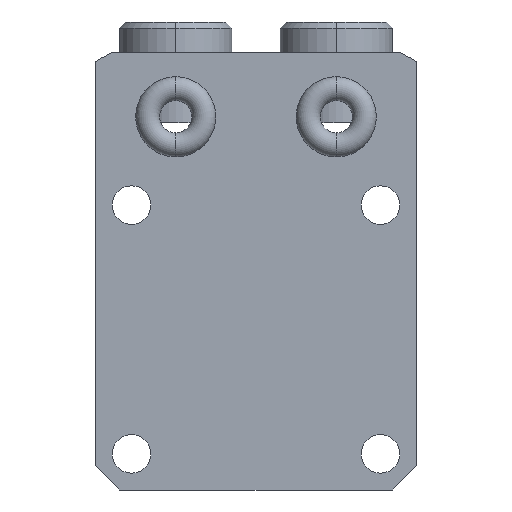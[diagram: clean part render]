
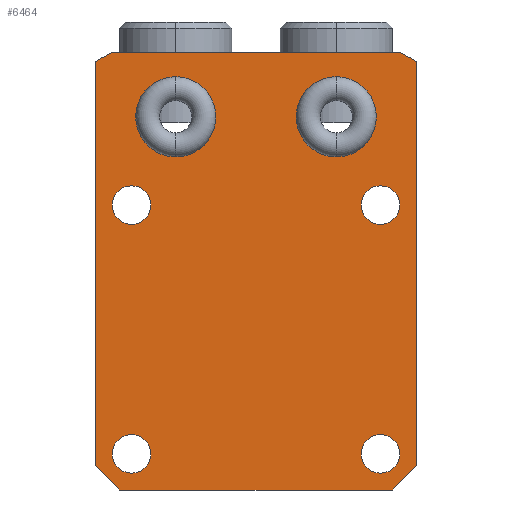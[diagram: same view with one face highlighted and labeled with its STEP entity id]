
A CAD part, front view. The second image highlights one B-rep face of the part: STEP entity #6464.
In plain terms, the highlighted planar face has unit normal (0, -1, 0).
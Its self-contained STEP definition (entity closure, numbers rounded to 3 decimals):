
#1759=CARTESIAN_POINT('',(0.,-26.,0.));
#1760=DIRECTION('',(0.,-1.,0.));
#1761=DIRECTION('',(0.514,0.,0.858));
#1762=AXIS2_PLACEMENT_3D('',#1759,#1760,#1761);
#1790=CARTESIAN_POINT('',(0.,-26.,0.));
#1791=DIRECTION('',(0.,-1.,0.));
#1792=DIRECTION('',(-0.462,0.,0.887));
#1793=AXIS2_PLACEMENT_3D('',#1790,#1791,#1792);
#2685=DIRECTION('',(0.707,0.,0.707));
#2686=VECTOR('',#2685,4.243);
#2687=CARTESIAN_POINT('',(17.,-26.,-20.));
#2688=LINE('',#2687,#2686);
#2692=DIRECTION('',(1.,0.,0.));
#2693=VECTOR('',#2692,34.);
#2694=CARTESIAN_POINT('',(-17.,-26.,-20.));
#2695=LINE('',#2694,#2693);
#2699=DIRECTION('',(0.707,0.,-0.707));
#2700=VECTOR('',#2699,4.243);
#2701=CARTESIAN_POINT('',(-20.,-26.,-17.));
#2702=LINE('',#2701,#2700);
#2706=DIRECTION('',(0.,0.,-1.));
#2707=VECTOR('',#2706,50.359);
#2708=CARTESIAN_POINT('',(-20.,-26.,33.359));
#2709=LINE('',#2708,#2707);
#2713=DIRECTION('',(-1.,0.,0.));
#2714=VECTOR('',#2713,35.921);
#2715=CARTESIAN_POINT('',(17.96,-26.,34.5));
#2716=LINE('',#2715,#2714);
#2720=DIRECTION('',(0.,0.,1.));
#2721=VECTOR('',#2720,50.359);
#2722=CARTESIAN_POINT('',(20.,-26.,-17.));
#2723=LINE('',#2722,#2721);
#2727=CARTESIAN_POINT('',(15.5,-26.,-15.5));
#2728=DIRECTION('',(0.,1.,0.));
#2729=DIRECTION('',(1.,0.,0.));
#2730=AXIS2_PLACEMENT_3D('',#2727,#2728,#2729);
#2735=CARTESIAN_POINT('',(15.5,-26.,-15.5));
#2736=DIRECTION('',(0.,1.,0.));
#2737=DIRECTION('',(-1.,0.,0.));
#2738=AXIS2_PLACEMENT_3D('',#2735,#2736,#2737);
#2743=CARTESIAN_POINT('',(-15.5,-26.,-15.5));
#2744=DIRECTION('',(0.,1.,0.));
#2745=DIRECTION('',(1.,0.,0.));
#2746=AXIS2_PLACEMENT_3D('',#2743,#2744,#2745);
#2751=CARTESIAN_POINT('',(-15.5,-26.,-15.5));
#2752=DIRECTION('',(0.,1.,0.));
#2753=DIRECTION('',(-1.,0.,0.));
#2754=AXIS2_PLACEMENT_3D('',#2751,#2752,#2753);
#2759=CARTESIAN_POINT('',(-15.5,-26.,15.5));
#2760=DIRECTION('',(0.,1.,0.));
#2761=DIRECTION('',(1.,0.,0.));
#2762=AXIS2_PLACEMENT_3D('',#2759,#2760,#2761);
#2767=CARTESIAN_POINT('',(-15.5,-26.,15.5));
#2768=DIRECTION('',(0.,1.,0.));
#2769=DIRECTION('',(-1.,0.,0.));
#2770=AXIS2_PLACEMENT_3D('',#2767,#2768,#2769);
#2775=CARTESIAN_POINT('',(15.5,-26.,15.5));
#2776=DIRECTION('',(0.,1.,0.));
#2777=DIRECTION('',(1.,0.,0.));
#2778=AXIS2_PLACEMENT_3D('',#2775,#2776,#2777);
#2783=CARTESIAN_POINT('',(15.5,-26.,15.5));
#2784=DIRECTION('',(0.,1.,0.));
#2785=DIRECTION('',(-1.,0.,0.));
#2786=AXIS2_PLACEMENT_3D('',#2783,#2784,#2785);
#2791=CARTESIAN_POINT('',(10.,-26.,26.5));
#2792=DIRECTION('',(0.,-1.,0.));
#2793=DIRECTION('',(-1.,0.,0.));
#2794=AXIS2_PLACEMENT_3D('',#2791,#2792,#2793);
#2799=CARTESIAN_POINT('',(10.,-26.,26.5));
#2800=DIRECTION('',(0.,-1.,0.));
#2801=DIRECTION('',(1.,0.,0.));
#2802=AXIS2_PLACEMENT_3D('',#2799,#2800,#2801);
#2807=CARTESIAN_POINT('',(-10.,-26.,26.5));
#2808=DIRECTION('',(0.,1.,0.));
#2809=DIRECTION('',(1.,0.,0.));
#2810=AXIS2_PLACEMENT_3D('',#2807,#2808,#2809);
#2815=CARTESIAN_POINT('',(-10.,-26.,26.5));
#2816=DIRECTION('',(0.,1.,0.));
#2817=DIRECTION('',(-1.,0.,0.));
#2818=AXIS2_PLACEMENT_3D('',#2815,#2816,#2817);
#3785=CARTESIAN_POINT('',(20.,-26.,33.359));
#3787=VERTEX_POINT('',#3785);
#3789=CARTESIAN_POINT('',(-20.,-26.,33.359));
#3791=VERTEX_POINT('',#3789);
#3792=CARTESIAN_POINT('',(17.,-26.,-20.));
#3794=VERTEX_POINT('',#3792);
#3798=CARTESIAN_POINT('',(20.,-26.,-17.));
#3799=VERTEX_POINT('',#3798);
#3800=CARTESIAN_POINT('',(-20.,-26.,-17.));
#3802=VERTEX_POINT('',#3800);
#3806=CARTESIAN_POINT('',(-17.,-26.,-20.));
#3807=VERTEX_POINT('',#3806);
#3824=CARTESIAN_POINT('',(17.9,-26.,-15.5));
#3825=VERTEX_POINT('',#3824);
#3826=CARTESIAN_POINT('',(13.1,-26.,-15.5));
#3827=VERTEX_POINT('',#3826);
#3828=CARTESIAN_POINT('',(-13.1,-26.,-15.5));
#3829=VERTEX_POINT('',#3828);
#3830=CARTESIAN_POINT('',(-17.9,-26.,-15.5));
#3831=VERTEX_POINT('',#3830);
#3832=CARTESIAN_POINT('',(-13.1,-26.,15.5));
#3833=VERTEX_POINT('',#3832);
#3834=CARTESIAN_POINT('',(-17.9,-26.,15.5));
#3835=VERTEX_POINT('',#3834);
#3836=CARTESIAN_POINT('',(17.9,-26.,15.5));
#3837=VERTEX_POINT('',#3836);
#3838=CARTESIAN_POINT('',(13.1,-26.,15.5));
#3839=VERTEX_POINT('',#3838);
#3857=CARTESIAN_POINT('',(17.96,-26.,34.5));
#3858=VERTEX_POINT('',#3857);
#3867=CARTESIAN_POINT('',(-17.96,-26.,34.5));
#3868=VERTEX_POINT('',#3867);
#3899=CARTESIAN_POINT('',(5.,-26.,26.5));
#3900=CARTESIAN_POINT('',(15.,-26.,26.5));
#3901=VERTEX_POINT('',#3899);
#3902=VERTEX_POINT('',#3900);
#3935=CARTESIAN_POINT('',(-5.,-26.,26.5));
#3936=VERTEX_POINT('',#3935);
#3937=CARTESIAN_POINT('',(-15.,-26.,26.5));
#3938=VERTEX_POINT('',#3937);
#6412=CARTESIAN_POINT('',(0.,-26.,0.));
#6413=DIRECTION('',(0.,-1.,0.));
#6414=DIRECTION('',(-1.,0.,0.));
#6415=AXIS2_PLACEMENT_3D('',#6412,#6413,#6414);
#6416=PLANE('',#6415);
#6417=ORIENTED_EDGE('',*,*,#5586,.F.);
#6418=ORIENTED_EDGE('',*,*,#5603,.F.);
#6419=ORIENTED_EDGE('',*,*,#5615,.F.);
#6420=ORIENTED_EDGE('',*,*,#5631,.F.);
#6421=ORIENTED_EDGE('',*,*,#5666,.F.);
#6422=ORIENTED_EDGE('',*,*,#5710,.F.);
#6423=ORIENTED_EDGE('',*,*,#5650,.F.);
#6425=ORIENTED_EDGE('',*,*,#6424,.F.);
#6426=EDGE_LOOP('',(#6417,#6418,#6419,#6420,#6421,#6422,#6423,#6425));
#6427=FACE_OUTER_BOUND('',#6426,.F.);
#6429=ORIENTED_EDGE('',*,*,#6428,.F.);
#6431=ORIENTED_EDGE('',*,*,#6430,.F.);
#6432=EDGE_LOOP('',(#6429,#6431));
#6433=FACE_BOUND('',#6432,.F.);
#6435=ORIENTED_EDGE('',*,*,#6434,.F.);
#6437=ORIENTED_EDGE('',*,*,#6436,.F.);
#6438=EDGE_LOOP('',(#6435,#6437));
#6439=FACE_BOUND('',#6438,.F.);
#6441=ORIENTED_EDGE('',*,*,#6440,.F.);
#6443=ORIENTED_EDGE('',*,*,#6442,.F.);
#6444=EDGE_LOOP('',(#6441,#6443));
#6445=FACE_BOUND('',#6444,.F.);
#6447=ORIENTED_EDGE('',*,*,#6446,.F.);
#6449=ORIENTED_EDGE('',*,*,#6448,.F.);
#6450=EDGE_LOOP('',(#6447,#6449));
#6451=FACE_BOUND('',#6450,.F.);
#6453=ORIENTED_EDGE('',*,*,#6452,.T.);
#6455=ORIENTED_EDGE('',*,*,#6454,.T.);
#6456=EDGE_LOOP('',(#6453,#6455));
#6457=FACE_BOUND('',#6456,.F.);
#6459=ORIENTED_EDGE('',*,*,#6458,.F.);
#6461=ORIENTED_EDGE('',*,*,#6460,.F.);
#6462=EDGE_LOOP('',(#6459,#6461));
#6463=FACE_BOUND('',#6462,.F.);
#1763=CIRCLE('',#1762,38.895);
#1794=CIRCLE('',#1793,38.895);
#2731=CIRCLE('',#2730,2.4);
#2739=CIRCLE('',#2738,2.4);
#2747=CIRCLE('',#2746,2.4);
#2755=CIRCLE('',#2754,2.4);
#2763=CIRCLE('',#2762,2.4);
#2771=CIRCLE('',#2770,2.4);
#2779=CIRCLE('',#2778,2.4);
#2787=CIRCLE('',#2786,2.4);
#2795=CIRCLE('',#2794,5.);
#2803=CIRCLE('',#2802,5.);
#2811=CIRCLE('',#2810,5.);
#2819=CIRCLE('',#2818,5.);
#5586=EDGE_CURVE('',#3794,#3799,#2688,.T.);
#5603=EDGE_CURVE('',#3807,#3794,#2695,.T.);
#5615=EDGE_CURVE('',#3802,#3807,#2702,.T.);
#5631=EDGE_CURVE('',#3791,#3802,#2709,.T.);
#5650=EDGE_CURVE('',#3787,#3858,#1763,.T.);
#5666=EDGE_CURVE('',#3868,#3791,#1794,.T.);
#5710=EDGE_CURVE('',#3858,#3868,#2716,.T.);
#6424=EDGE_CURVE('',#3799,#3787,#2723,.T.);
#6428=EDGE_CURVE('',#3825,#3827,#2731,.T.);
#6430=EDGE_CURVE('',#3827,#3825,#2739,.T.);
#6434=EDGE_CURVE('',#3829,#3831,#2747,.T.);
#6436=EDGE_CURVE('',#3831,#3829,#2755,.T.);
#6440=EDGE_CURVE('',#3833,#3835,#2763,.T.);
#6442=EDGE_CURVE('',#3835,#3833,#2771,.T.);
#6446=EDGE_CURVE('',#3837,#3839,#2779,.T.);
#6448=EDGE_CURVE('',#3839,#3837,#2787,.T.);
#6452=EDGE_CURVE('',#3901,#3902,#2795,.T.);
#6454=EDGE_CURVE('',#3902,#3901,#2803,.T.);
#6458=EDGE_CURVE('',#3936,#3938,#2811,.T.);
#6460=EDGE_CURVE('',#3938,#3936,#2819,.T.);
#6464=ADVANCED_FACE('',(#6427,#6433,#6439,#6445,#6451,#6457,#6463),#6416,.T.);
